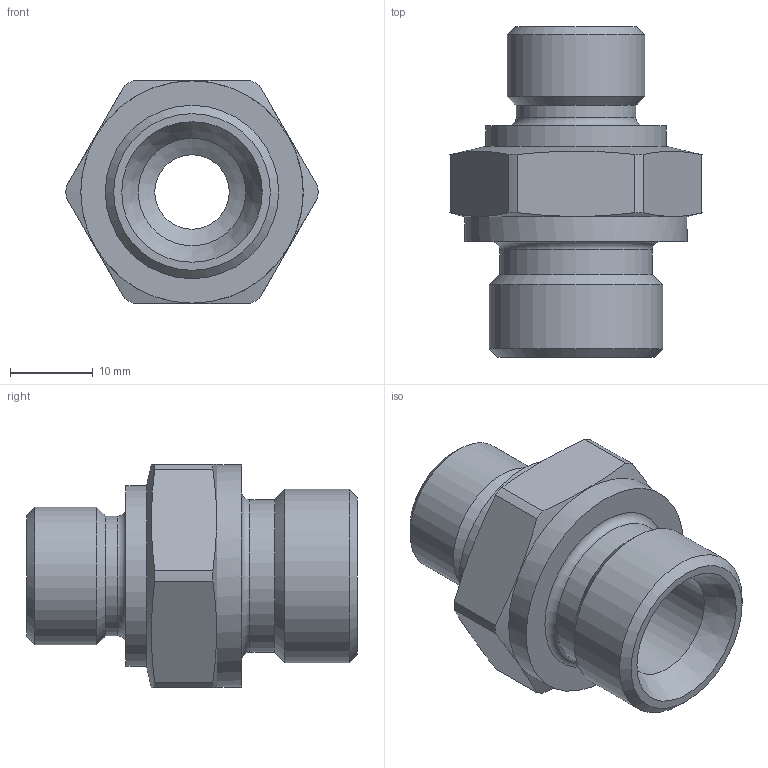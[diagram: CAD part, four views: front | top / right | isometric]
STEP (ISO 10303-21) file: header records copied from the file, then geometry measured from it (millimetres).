
FILE_DESCRIPTION(/* description */ ('Unknown'),/* implementation_level */ '2;1');
FILE_NAME(/* name */ '57089',/* time_stamp */ '2022-07-07T15:30:42+02:00',/* author */ ('Unknown'),/* organization */ ('Unknown'),/* preprocessor_version */ 'ST-DEVELOPER v18.102',/* originating_system */ 'Solid Edge',/* authorisation */ 'Unknown');
FILE_SCHEMA (('AUTOMOTIVE_DESIGN {1 0 10303 214 3 1 1}'));
Length unit declared in the file: millimetre
Products named in the file (1): 50000057089_Reduziernippel_G1-2_G3-8
Bounding box: 30.5 x 40 x 27 mm (x, y, z)
Volume: 10523.2 mm3; surface area: 5108.7 mm2
Topology: 1 solids, 1 shells, 35 faces, 80 edges, 49 vertices
Faces by surface type: cylinder 14, plane 10, cone 9, torus 2
Full cylindrical faces by diameter (mm): 9 x1, 13 x1, 14.5 x1, 16.66 x1, 18.5 x1, 20.96 x1, 21.9 x1, 26.9 x1
Entity records: 1159 total; most frequent: CARTESIAN_POINT 188, DIRECTION 152, ORIENTED_EDGE 116, AXIS2_PLACEMENT_3D 70, EDGE_CURVE 58, EDGE_LOOP 58, FACE_BOUND 58, VERTEX_POINT 46
